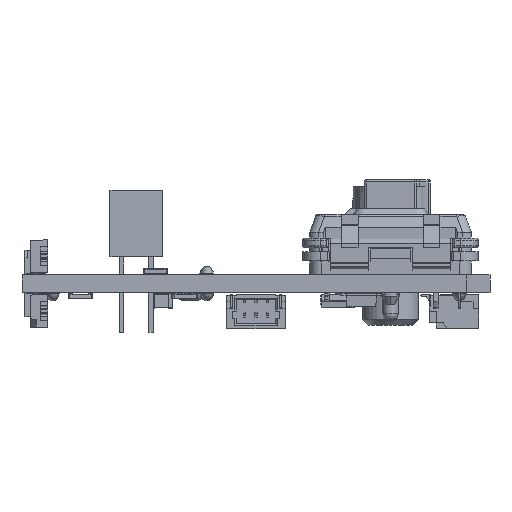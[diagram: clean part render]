
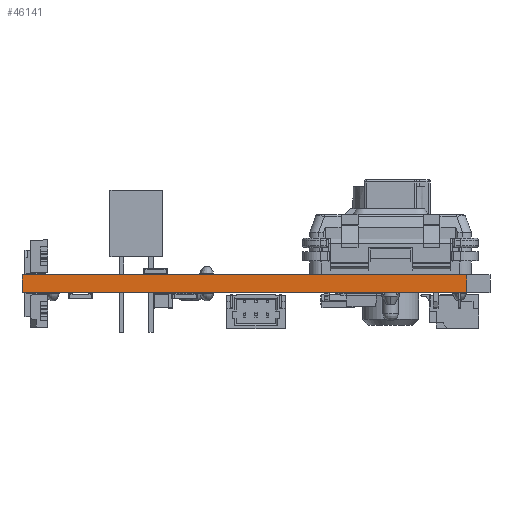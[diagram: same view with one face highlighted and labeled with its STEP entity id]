
A CAD part, front view. The second image highlights one B-rep face of the part: STEP entity #46141.
In plain terms, the highlighted planar face has unit normal (0, -1, 0).
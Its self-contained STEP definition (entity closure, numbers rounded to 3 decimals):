
#44880 = VERTEX_POINT('',#44881);
#44881 = CARTESIAN_POINT('',(-20.,-23.,0.));
#44887 = EDGE_CURVE('',#44888,#44880,#44890,.T.);
#44888 = VERTEX_POINT('',#44889);
#44889 = CARTESIAN_POINT('',(18.,-23.,0.));
#44890 = LINE('',#44891,#44892);
#44891 = CARTESIAN_POINT('',(18.,-23.,0.));
#44892 = VECTOR('',#44893,1.);
#44893 = DIRECTION('',(-1.,0.,0.));
#45432 = VERTEX_POINT('',#45433);
#45433 = CARTESIAN_POINT('',(-20.,-23.,1.51));
#45439 = EDGE_CURVE('',#45440,#45432,#45442,.T.);
#45440 = VERTEX_POINT('',#45441);
#45441 = CARTESIAN_POINT('',(18.,-23.,1.51));
#45442 = LINE('',#45443,#45444);
#45443 = CARTESIAN_POINT('',(18.,-23.,1.51));
#45444 = VECTOR('',#45445,1.);
#45445 = DIRECTION('',(-1.,0.,0.));
#46111 = EDGE_CURVE('',#44880,#45432,#46112,.T.);
#46112 = LINE('',#46113,#46114);
#46113 = CARTESIAN_POINT('',(-20.,-23.,0.));
#46114 = VECTOR('',#46115,1.);
#46115 = DIRECTION('',(0.,0.,1.));
#46130 = EDGE_CURVE('',#44888,#45440,#46131,.T.);
#46131 = LINE('',#46132,#46133);
#46132 = CARTESIAN_POINT('',(18.,-23.,0.));
#46133 = VECTOR('',#46134,1.);
#46134 = DIRECTION('',(0.,0.,1.));
#46141 = ADVANCED_FACE('',(#46142),#46148,.T.);
#46142 = FACE_BOUND('',#46143,.T.);
#46143 = EDGE_LOOP('',(#46144,#46145,#46146,#46147));
#46144 = ORIENTED_EDGE('',*,*,#46130,.T.);
#46145 = ORIENTED_EDGE('',*,*,#45439,.T.);
#46146 = ORIENTED_EDGE('',*,*,#46111,.F.);
#46147 = ORIENTED_EDGE('',*,*,#44887,.F.);
#46148 = PLANE('',#46149);
#46149 = AXIS2_PLACEMENT_3D('',#46150,#46151,#46152);
#46150 = CARTESIAN_POINT('',(18.,-23.,0.));
#46151 = DIRECTION('',(0.,-1.,0.));
#46152 = DIRECTION('',(-1.,0.,0.));
